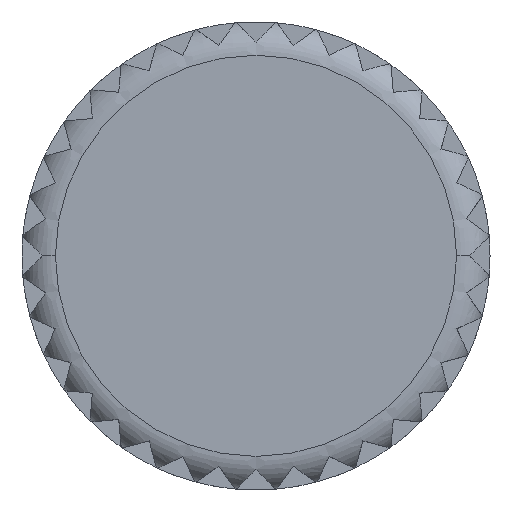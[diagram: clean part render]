
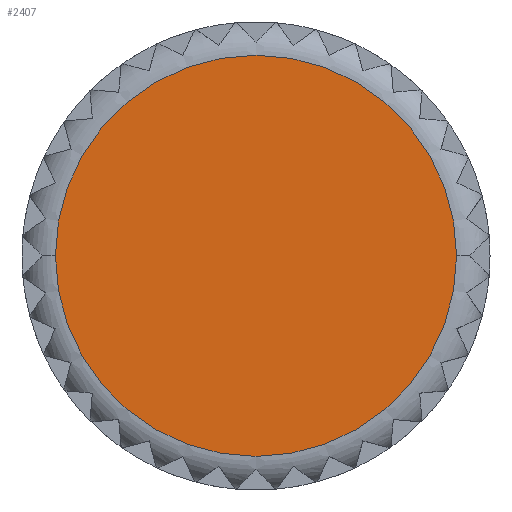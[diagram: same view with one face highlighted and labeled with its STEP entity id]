
A CAD part, top view. The second image highlights one B-rep face of the part: STEP entity #2407.
In plain terms, the highlighted planar face has unit normal (0, 0, 1).
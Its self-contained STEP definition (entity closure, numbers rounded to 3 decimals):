
#1607=VERTEX_POINT('',#3483);
#1695=EDGE_CURVE('',#1947,#1607,#3581,.T.);
#1699=EDGE_CURVE('',#1607,#1947,#3585,.T.);
#1947=VERTEX_POINT('',#3850);
#2407=ADVANCED_FACE('',(#4359),#4360,.T.);
#3483=CARTESIAN_POINT('',(-9.0,0.,29.0));
#3581=CIRCLE('',#6367,9.0);
#3585=CIRCLE('',#6374,9.0);
#3850=CARTESIAN_POINT('',(9.0,0.,29.0));
#4359=FACE_OUTER_BOUND('',#7868,.T.);
#4360=PLANE('',#7869);
#6367=AXIS2_PLACEMENT_3D('',#9339,#9340,#9341);
#6374=AXIS2_PLACEMENT_3D('',#9343,#9344,#9345);
#7868=EDGE_LOOP('',(#10224,#10225));
#7869=AXIS2_PLACEMENT_3D('',#10226,#10227,#10228);
#9339=CARTESIAN_POINT('',(0.,0.,29.0));
#9340=DIRECTION('',(0.0,-0.0,1.0));
#9341=DIRECTION('',(1.0,0.,0.0));
#9343=CARTESIAN_POINT('',(0.,0.,29.0));
#9344=DIRECTION('',(0.0,-0.0,1.0));
#9345=DIRECTION('',(1.0,0.,0.0));
#10224=ORIENTED_EDGE('',*,*,#1695,.T.);
#10225=ORIENTED_EDGE('',*,*,#1699,.T.);
#10226=CARTESIAN_POINT('',(4.5,0.,29.0));
#10227=DIRECTION('',(0.0,0.0,1.0));
#10228=DIRECTION('',(1.0,0.,0.0));
